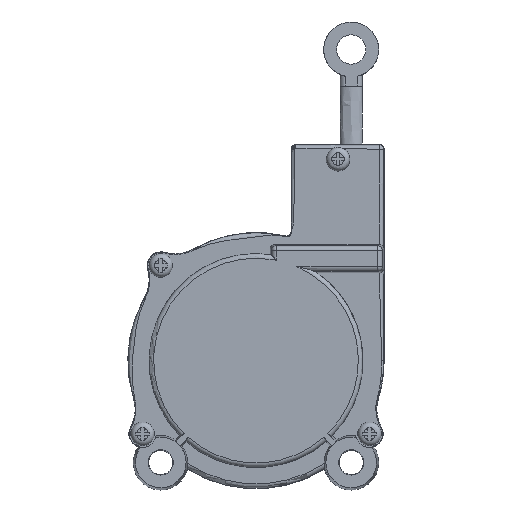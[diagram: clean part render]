
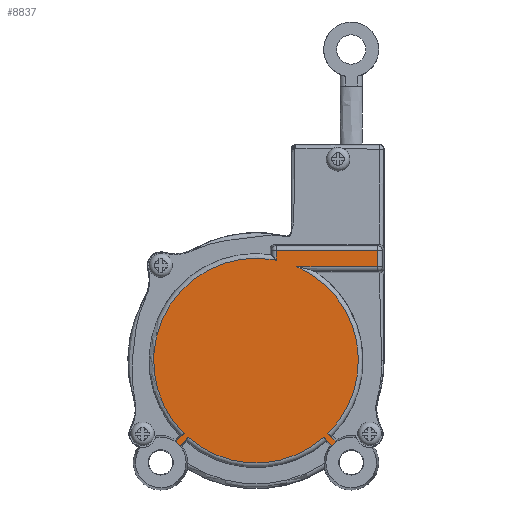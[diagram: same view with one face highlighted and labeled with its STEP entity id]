
A CAD part, top view. The second image highlights one B-rep face of the part: STEP entity #8837.
In plain terms, the highlighted planar face has unit normal (0, 0, 1).
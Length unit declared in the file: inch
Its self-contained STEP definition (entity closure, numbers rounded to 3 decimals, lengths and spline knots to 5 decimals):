
#7347=CARTESIAN_POINT('',(0.5463,-0.55621,0.408));
#7348=VERTEX_POINT('',#7347);
#7356=CARTESIAN_POINT('',(0.51845,-0.58226,0.408));
#7357=VERTEX_POINT('',#7356);
#7358=CARTESIAN_POINT('',(0.65,-0.695,0.408));
#7359=DIRECTION('',(0.0,0.0,1.0));
#7360=DIRECTION('',(-0.972,-0.237,0.0));
#7361=AXIS2_PLACEMENT_3D('',#7358,#7359,#7360);
#7362=CIRCLE('',#7361,0.17325);
#7363=EDGE_CURVE('',#7348,#7357,#7362,.T.);
#8269=CARTESIAN_POINT('',(-0.46336,-0.52335,0.408));
#8270=VERTEX_POINT('',#8269);
#8295=CARTESIAN_POINT('',(0.46336,-0.52335,0.408));
#8296=VERTEX_POINT('',#8295);
#8310=CARTESIAN_POINT('',(0.,0.,0.408));
#8311=DIRECTION('',(0.0,0.0,-1.0));
#8312=DIRECTION('',(-1.0,0.0,0.0));
#8313=AXIS2_PLACEMENT_3D('',#8310,#8311,#8312);
#8314=CIRCLE('',#8313,0.699);
#8315=EDGE_CURVE('',#8296,#8270,#8314,.T.);
#8336=CARTESIAN_POINT('',(0.27909,0.64087,0.408));
#8337=VERTEX_POINT('',#8336);
#8355=CARTESIAN_POINT('',(0.49121,-0.4973,0.408));
#8356=VERTEX_POINT('',#8355);
#8357=CARTESIAN_POINT('',(0.,0.,0.408));
#8358=DIRECTION('',(0.0,0.0,-1.0));
#8359=DIRECTION('',(-1.0,0.0,0.0));
#8360=AXIS2_PLACEMENT_3D('',#8357,#8358,#8359);
#8361=CIRCLE('',#8360,0.699);
#8362=EDGE_CURVE('',#8337,#8356,#8361,.T.);
#8542=CARTESIAN_POINT('',(-0.51845,-0.58226,0.408));
#8543=VERTEX_POINT('',#8542);
#8551=CARTESIAN_POINT('',(-0.5463,-0.55621,0.408));
#8552=VERTEX_POINT('',#8551);
#8553=CARTESIAN_POINT('',(-0.65,-0.695,0.408));
#8554=DIRECTION('',(0.0,0.0,1.0));
#8555=DIRECTION('',(-0.822,0.569,0.0));
#8556=AXIS2_PLACEMENT_3D('',#8553,#8554,#8555);
#8557=CIRCLE('',#8556,0.17325);
#8558=EDGE_CURVE('',#8543,#8552,#8557,.T.);
#8585=CARTESIAN_POINT('',(0.51845,-0.58226,0.408));
#8586=DIRECTION('',(-0.683,0.73,0.0));
#8587=VECTOR('',#8586,0.08065);
#8588=LINE('',#8585,#8587);
#8589=EDGE_CURVE('',#7357,#8296,#8588,.T.);
#8616=CARTESIAN_POINT('',(0.49121,-0.4973,0.408));
#8617=DIRECTION('',(0.683,-0.73,0.0));
#8618=VECTOR('',#8617,0.08065);
#8619=LINE('',#8616,#8618);
#8620=EDGE_CURVE('',#8356,#7348,#8619,.T.);
#8631=CARTESIAN_POINT('',(-0.46336,-0.52335,0.408));
#8632=DIRECTION('',(-0.683,-0.73,0.0));
#8633=VECTOR('',#8632,0.08065);
#8634=LINE('',#8631,#8633);
#8635=EDGE_CURVE('',#8270,#8543,#8634,.T.);
#8655=CARTESIAN_POINT('',(-0.49121,-0.4973,0.408));
#8656=VERTEX_POINT('',#8655);
#8686=CARTESIAN_POINT('',(-0.5463,-0.55621,0.408));
#8687=DIRECTION('',(0.683,0.73,0.0));
#8688=VECTOR('',#8687,0.08065);
#8689=LINE('',#8686,#8688);
#8690=EDGE_CURVE('',#8552,#8656,#8689,.T.);
#8762=CARTESIAN_POINT('',(0.13755,0.68533,0.408));
#8763=VERTEX_POINT('',#8762);
#8764=CARTESIAN_POINT('',(0.,0.,0.408));
#8765=DIRECTION('',(0.0,0.0,-1.0));
#8766=DIRECTION('',(-1.0,0.0,0.0));
#8767=AXIS2_PLACEMENT_3D('',#8764,#8765,#8766);
#8768=CIRCLE('',#8767,0.699);
#8769=EDGE_CURVE('',#8656,#8763,#8768,.T.);
#8791=CARTESIAN_POINT('',(0.,0.,0.408));
#8792=DIRECTION('',(0.0,0.0,1.0));
#8793=DIRECTION('',(1.0,0.0,0.0));
#8794=AXIS2_PLACEMENT_3D('',#8791,#8792,#8793);
#8795=PLANE('',#8794);
#8796=ORIENTED_EDGE('',*,*,#8769,.F.);
#8797=ORIENTED_EDGE('',*,*,#8690,.F.);
#8798=ORIENTED_EDGE('',*,*,#8558,.F.);
#8799=ORIENTED_EDGE('',*,*,#8635,.F.);
#8800=ORIENTED_EDGE('',*,*,#8315,.F.);
#8801=ORIENTED_EDGE('',*,*,#8589,.F.);
#8802=ORIENTED_EDGE('',*,*,#7363,.F.);
#8803=ORIENTED_EDGE('',*,*,#8620,.F.);
#8804=ORIENTED_EDGE('',*,*,#8362,.F.);
#8805=CARTESIAN_POINT('',(0.83082,0.64087,0.408));
#8806=VERTEX_POINT('',#8805);
#8807=CARTESIAN_POINT('',(0.83082,0.64087,0.408));
#8808=DIRECTION('',(-1.0,0.0,0.0));
#8809=VECTOR('',#8808,0.55173);
#8810=LINE('',#8807,#8809);
#8811=EDGE_CURVE('',#8806,#8337,#8810,.T.);
#8812=ORIENTED_EDGE('',*,*,#8811,.F.);
#8813=CARTESIAN_POINT('',(0.83082,0.75213,0.408));
#8814=VERTEX_POINT('',#8813);
#8815=CARTESIAN_POINT('',(0.83082,0.75213,0.408));
#8816=DIRECTION('',(0.0,-1.0,0.0));
#8817=VECTOR('',#8816,0.11127);
#8818=LINE('',#8815,#8817);
#8819=EDGE_CURVE('',#8814,#8806,#8818,.T.);
#8820=ORIENTED_EDGE('',*,*,#8819,.F.);
#8821=CARTESIAN_POINT('',(0.13755,0.75213,0.408));
#8822=VERTEX_POINT('',#8821);
#8823=CARTESIAN_POINT('',(0.13755,0.75213,0.408));
#8824=DIRECTION('',(1.0,0.0,0.0));
#8825=VECTOR('',#8824,0.69327);
#8826=LINE('',#8823,#8825);
#8827=EDGE_CURVE('',#8822,#8814,#8826,.T.);
#8828=ORIENTED_EDGE('',*,*,#8827,.F.);
#8829=CARTESIAN_POINT('',(0.13755,0.68533,0.408));
#8830=DIRECTION('',(0.0,1.0,0.0));
#8831=VECTOR('',#8830,0.0668);
#8832=LINE('',#8829,#8831);
#8833=EDGE_CURVE('',#8763,#8822,#8832,.T.);
#8834=ORIENTED_EDGE('',*,*,#8833,.F.);
#8835=EDGE_LOOP('',(#8796,#8797,#8798,#8799,#8800,#8801,#8802,#8803,#8804,#8812,#8820,#8828,#8834));
#8836=FACE_OUTER_BOUND('',#8835,.T.);
#8837=ADVANCED_FACE('',(#8836),#8795,.T.);
